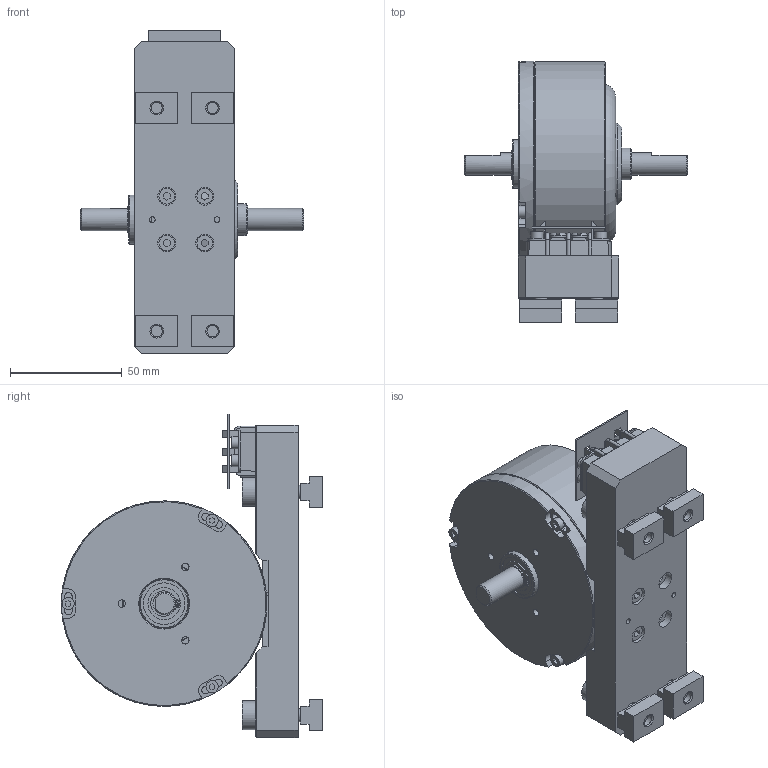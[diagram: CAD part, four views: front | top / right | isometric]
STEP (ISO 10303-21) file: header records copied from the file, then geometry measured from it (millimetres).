
FILE_DESCRIPTION (( 'STEP AP214' ), '1' );
FILE_NAME ('CHB-1_EF.STEP', '2019-10-09T14:04:20', ( '' ), ( '' ), 'SwSTEP 2.0', 'SolidWorks 2018', '' );
FILE_SCHEMA (( 'AUTOMOTIVE_DESIGN' ));
Length unit declared in the file: millimetre
Products named in the file (1): CHB-1_EF
Bounding box: 100 x 117.04 x 144.74 mm (x, y, z)
Surface area: 73968.4 mm2 (no closed solid volume)
Topology: 0 solids, 46 shells, 469 faces, 1698 edges, 1270 vertices
Faces by surface type: plane 309, cylinder 116, cone 36, torus 8
Full cylindrical faces by diameter (mm): 1.041 x2, 2.5 x2, 3 x2, 3.3 x3, 5 x4, 5.5 x7, 6 x4, 7 x1, 7.239 x2, 8 x4, 8.3 x4, 9.997 x2, 13 x4, 14.275 x1, 14.478 x1, 18.644 x1, 22 x1, 36.5 x1, 71.488 x1, 92.075 x1
Entity records: 23291 total; most frequent: CARTESIAN_POINT 3959, DIRECTION 2873, ORIENTED_EDGE 2509, EDGE_CURVE 1616, VERTEX_POINT 1254, LINE 981, VECTOR 981, AXIS2_PLACEMENT_3D 946
